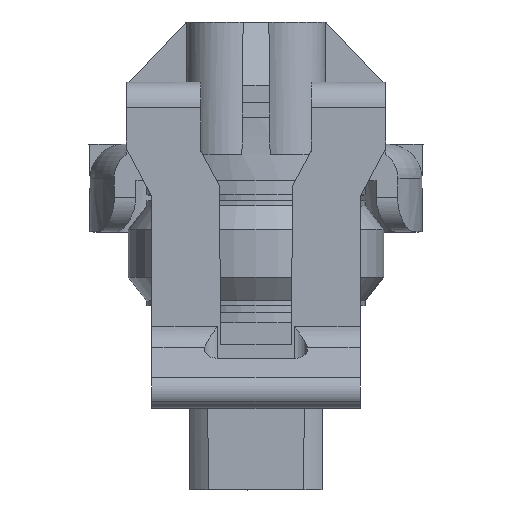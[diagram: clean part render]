
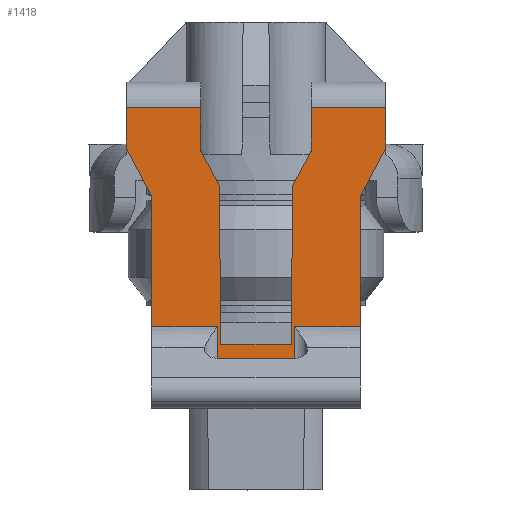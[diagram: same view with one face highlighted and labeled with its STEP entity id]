
A CAD part, top view. The second image highlights one B-rep face of the part: STEP entity #1418.
In plain terms, the highlighted planar face has unit normal (0, 0, 1).
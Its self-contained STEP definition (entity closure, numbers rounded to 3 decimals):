
#1418=ADVANCED_FACE('',(#1662),#1532,.F.);
#1532=PLANE('',#4088);
#1662=FACE_OUTER_BOUND('',#1832,.T.);
#1832=EDGE_LOOP('',(#2570,#2571,#2572,#2573,#2574,#2575,#2576,#2577,#2578,
#2579,#2580,#2581,#2582,#2583,#2584,#2585,#2586,#2587,#2588,#2589));
#2570=ORIENTED_EDGE('',*,*,#3277,.T.);
#2571=ORIENTED_EDGE('',*,*,#3281,.T.);
#2572=ORIENTED_EDGE('',*,*,#3282,.T.);
#2573=ORIENTED_EDGE('',*,*,#3289,.T.);
#2574=ORIENTED_EDGE('',*,*,#3294,.F.);
#2575=ORIENTED_EDGE('',*,*,#3295,.T.);
#2576=ORIENTED_EDGE('',*,*,#3171,.F.);
#2577=ORIENTED_EDGE('',*,*,#3286,.F.);
#2578=ORIENTED_EDGE('',*,*,#3268,.T.);
#2579=ORIENTED_EDGE('',*,*,#3264,.T.);
#2580=ORIENTED_EDGE('',*,*,#3262,.T.);
#2581=ORIENTED_EDGE('',*,*,#3257,.F.);
#2582=ORIENTED_EDGE('',*,*,#3255,.T.);
#2583=ORIENTED_EDGE('',*,*,#3253,.T.);
#2584=ORIENTED_EDGE('',*,*,#3272,.F.);
#2585=ORIENTED_EDGE('',*,*,#3293,.T.);
#2586=ORIENTED_EDGE('',*,*,#3213,.T.);
#2587=ORIENTED_EDGE('',*,*,#3296,.T.);
#2588=ORIENTED_EDGE('',*,*,#3203,.F.);
#2589=ORIENTED_EDGE('',*,*,#3290,.T.);
#2823=VERTEX_POINT('',#5605);
#2824=VERTEX_POINT('',#5607);
#2844=VERTEX_POINT('',#5667);
#2845=VERTEX_POINT('',#5669);
#2851=VERTEX_POINT('',#5691);
#2852=VERTEX_POINT('',#5693);
#2878=VERTEX_POINT('',#5829);
#2879=VERTEX_POINT('',#5831);
#2880=VERTEX_POINT('',#5847);
#2881=VERTEX_POINT('',#5851);
#2884=VERTEX_POINT('',#5860);
#2885=VERTEX_POINT('',#5876);
#2888=VERTEX_POINT('',#5884);
#2890=VERTEX_POINT('',#5892);
#2894=VERTEX_POINT('',#5901);
#2895=VERTEX_POINT('',#5903);
#2897=VERTEX_POINT('',#5909);
#2898=VERTEX_POINT('',#5913);
#2901=VERTEX_POINT('',#5924);
#2902=VERTEX_POINT('',#5934);
#3171=EDGE_CURVE('',#2823,#2824,#3492,.T.);
#3203=EDGE_CURVE('',#2844,#2845,#3516,.T.);
#3213=EDGE_CURVE('',#2852,#2851,#3522,.T.);
#3253=EDGE_CURVE('',#2879,#2878,#3543,.T.);
#3255=EDGE_CURVE('',#2880,#2879,#3544,.T.);
#3257=EDGE_CURVE('',#2880,#2881,#3545,.T.);
#3262=EDGE_CURVE('',#2884,#2881,#3549,.T.);
#3264=EDGE_CURVE('',#2885,#2884,#3550,.T.);
#3268=EDGE_CURVE('',#2888,#2885,#3552,.T.);
#3272=EDGE_CURVE('',#2890,#2878,#3555,.T.);
#3277=EDGE_CURVE('',#2895,#2894,#3560,.T.);
#3281=EDGE_CURVE('',#2894,#2897,#3564,.T.);
#3282=EDGE_CURVE('',#2897,#2898,#3565,.T.);
#3286=EDGE_CURVE('',#2888,#2823,#3569,.T.);
#3289=EDGE_CURVE('',#2898,#2901,#3572,.T.);
#3290=EDGE_CURVE('',#2844,#2895,#3573,.T.);
#3293=EDGE_CURVE('',#2890,#2852,#3576,.T.);
#3294=EDGE_CURVE('',#2902,#2901,#3577,.T.);
#3295=EDGE_CURVE('',#2902,#2824,#3578,.T.);
#3296=EDGE_CURVE('',#2851,#2845,#3579,.T.);
#3492=LINE('',#5606,#3774);
#3516=LINE('',#5668,#3798);
#3522=LINE('',#5692,#3804);
#3543=LINE('',#5830,#3825);
#3544=LINE('',#5846,#3826);
#3545=LINE('',#5850,#3827);
#3549=LINE('',#5859,#3831);
#3550=LINE('',#5875,#3832);
#3552=LINE('',#5883,#3834);
#3555=LINE('',#5891,#3837);
#3560=LINE('',#5902,#3842);
#3564=LINE('',#5910,#3846);
#3565=LINE('',#5912,#3847);
#3569=LINE('',#5919,#3851);
#3572=LINE('',#5925,#3854);
#3573=LINE('',#5927,#3855);
#3576=LINE('',#5931,#3858);
#3577=LINE('',#5933,#3859);
#3578=LINE('',#5935,#3860);
#3579=LINE('',#5936,#3861);
#3774=VECTOR('',#4589,1.);
#3798=VECTOR('',#4647,1.);
#3804=VECTOR('',#4663,1.);
#3825=VECTOR('',#4746,1.);
#3826=VECTOR('',#4749,1.);
#3827=VECTOR('',#4754,1.);
#3831=VECTOR('',#4762,1.);
#3832=VECTOR('',#4765,1.);
#3834=VECTOR('',#4773,1.);
#3837=VECTOR('',#4782,1.);
#3842=VECTOR('',#4789,1.);
#3846=VECTOR('',#4795,1.);
#3847=VECTOR('',#4798,1.);
#3851=VECTOR('',#4804,1.);
#3854=VECTOR('',#4809,1.);
#3855=VECTOR('',#4812,1.);
#3858=VECTOR('',#4817,1.);
#3859=VECTOR('',#4820,1.);
#3860=VECTOR('',#4821,1.);
#3861=VECTOR('',#4822,1.);
#4088=AXIS2_PLACEMENT_3D('',#5937,#4823,#4824);
#4589=DIRECTION('',(0.009,1.,0.));
#4647=DIRECTION('',(0.,1.,0.));
#4663=DIRECTION('',(-0.009,1.,0.));
#4746=DIRECTION('',(1.,0.,0.));
#4749=DIRECTION('',(0.,1.,0.));
#4754=DIRECTION('',(-1.,0.,0.));
#4762=DIRECTION('',(0.,-1.,0.));
#4765=DIRECTION('',(1.,0.,0.));
#4773=DIRECTION('',(0.,-1.,0.));
#4782=DIRECTION('',(0.,-1.,0.));
#4789=DIRECTION('',(-0.009,-1.,0.));
#4795=DIRECTION('',(-1.,0.,0.));
#4798=DIRECTION('',(-0.009,1.,0.));
#4804=DIRECTION('',(-0.469,0.883,0.));
#4809=DIRECTION('',(-0.469,0.883,0.));
#4812=DIRECTION('',(-0.469,-0.883,0.));
#4817=DIRECTION('',(0.469,0.883,0.));
#4820=DIRECTION('',(0.,-1.,0.));
#4821=DIRECTION('',(-1.,0.,0.));
#4822=DIRECTION('',(-1.,0.,0.));
#4823=DIRECTION('',(0.,0.,-1.));
#4824=DIRECTION('',(0.,1.,0.));
#5605=CARTESIAN_POINT('',(-7.543,-10.338,10.5));
#5606=CARTESIAN_POINT('',(-7.509,-6.382,10.5));
#5607=CARTESIAN_POINT('',(-7.523,-8.,10.5));
#5667=CARTESIAN_POINT('',(3.2,-10.514,10.5));
#5668=CARTESIAN_POINT('',(3.2,-6.5,10.5));
#5669=CARTESIAN_POINT('',(3.2,-8.,10.5));
#5691=CARTESIAN_POINT('',(7.523,-8.,10.5));
#5692=CARTESIAN_POINT('',(7.51,-6.5,10.5));
#5693=CARTESIAN_POINT('',(7.543,-10.338,10.5));
#5829=CARTESIAN_POINT('',(6.058,-20.725,10.5));
#5830=CARTESIAN_POINT('',(6.,-20.725,10.5));
#5831=CARTESIAN_POINT('',(2.25,-20.725,10.5));
#5846=CARTESIAN_POINT('',(2.25,-20.725,10.5));
#5847=CARTESIAN_POINT('',(2.25,-23.952,10.5));
#5850=CARTESIAN_POINT('',(6.,-23.952,10.5));
#5851=CARTESIAN_POINT('',(-2.25,-23.952,10.5));
#5859=CARTESIAN_POINT('',(-2.25,-23.103,10.5));
#5860=CARTESIAN_POINT('',(-2.25,-20.725,10.5));
#5875=CARTESIAN_POINT('',(-3.,-20.725,10.5));
#5876=CARTESIAN_POINT('',(-6.058,-20.725,10.5));
#5883=CARTESIAN_POINT('',(-6.058,-6.5,10.5));
#5884=CARTESIAN_POINT('',(-6.058,-13.132,10.5));
#5891=CARTESIAN_POINT('',(6.058,-13.132,10.5));
#5892=CARTESIAN_POINT('',(6.058,-13.132,10.5));
#5901=CARTESIAN_POINT('',(2.05,-21.75,10.5));
#5902=CARTESIAN_POINT('',(2.05,-21.75,10.5));
#5903=CARTESIAN_POINT('',(2.13,-12.526,10.5));
#5909=CARTESIAN_POINT('',(-2.05,-21.75,10.5));
#5910=CARTESIAN_POINT('',(6.,-21.75,10.5));
#5912=CARTESIAN_POINT('',(-2.05,-21.75,10.5));
#5913=CARTESIAN_POINT('',(-2.13,-12.545,10.5));
#5919=CARTESIAN_POINT('',(-6.15,-12.96,10.5));
#5924=CARTESIAN_POINT('',(-3.2,-10.534,10.5));
#5925=CARTESIAN_POINT('',(-2.844,-11.203,10.5));
#5927=CARTESIAN_POINT('',(5.481,-6.224,10.5));
#5931=CARTESIAN_POINT('',(6.,-13.241,10.5));
#5933=CARTESIAN_POINT('',(-3.2,-6.5,10.5));
#5934=CARTESIAN_POINT('',(-3.2,-8.,10.5));
#5935=CARTESIAN_POINT('',(-7.51,-8.,10.5));
#5936=CARTESIAN_POINT('',(3.2,-8.,10.5));
#5937=CARTESIAN_POINT('',(6.,-6.5,10.5));
